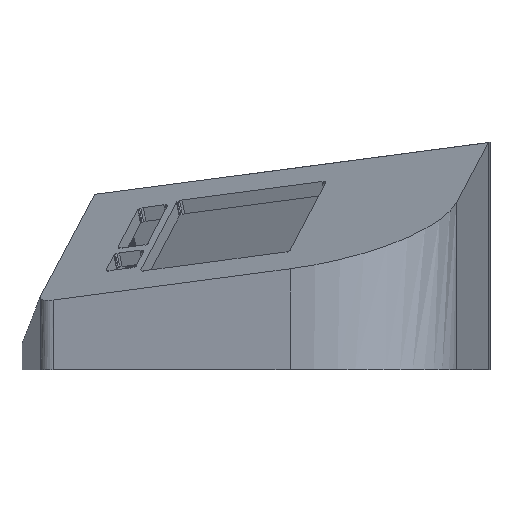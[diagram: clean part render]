
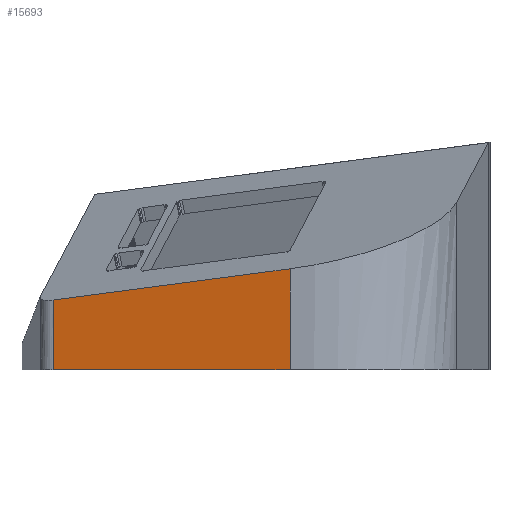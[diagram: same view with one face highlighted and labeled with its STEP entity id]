
A CAD part, left-side view. The second image highlights one B-rep face of the part: STEP entity #15693.
In plain terms, the highlighted planar face has unit normal (-0.974, 0.227, 0).
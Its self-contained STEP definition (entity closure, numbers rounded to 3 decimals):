
#74 = PLANE('',#75);
#75 = AXIS2_PLACEMENT_3D('',#76,#77,#78);
#76 = CARTESIAN_POINT('',(-400.,-321.738,42.054));
#77 = DIRECTION('',(0.,0.,1.));
#78 = DIRECTION('',(1.,0.,0.));
#4784 = VERTEX_POINT('',#4785);
#4785 = CARTESIAN_POINT('',(-191.219,25.612,
    42.054));
#4839 = SURFACE_OF_LINEAR_EXTRUSION('',#4840,#4845);
#4840 = CIRCLE('',#4841,10.);
#4841 = AXIS2_PLACEMENT_3D('',#4842,#4843,#4844);
#4842 = CARTESIAN_POINT('',(-181.926,23.877,
    -61.787));
#4843 = DIRECTION('',(0.293,-0.192,-0.937));
#4844 = DIRECTION('',(-0.929,0.173,-0.326));
#4845 = VECTOR('',#4846,1.);
#4846 = DIRECTION('',(0.,0.,1.));
#4874 = EDGE_CURVE('',#4784,#4875,#4877,.T.);
#4875 = VERTEX_POINT('',#4876);
#4876 = CARTESIAN_POINT('',(-225.201,-120.321,
    42.054));
#4877 = SURFACE_CURVE('',#4878,(#4882,#4888),.PCURVE_S1.);
#4878 = LINE('',#4879,#4880);
#4879 = CARTESIAN_POINT('',(-243.446,-198.672,
    42.054));
#4880 = VECTOR('',#4881,1.);
#4881 = DIRECTION('',(-0.227,-0.974,0.));
#4882 = PCURVE('',#74,#4883);
#4883 = DEFINITIONAL_REPRESENTATION('',(#4884),#4887);
#4884 = B_SPLINE_CURVE_WITH_KNOTS('',1,(#4885,#4886),.UNSPECIFIED.,.F.,
  .F.,(2,2),(-261.17,-55.33),.PIECEWISE_BEZIER_KNOTS.);
#4885 = CARTESIAN_POINT('',(215.786,377.432));
#4886 = CARTESIAN_POINT('',(169.103,176.955));
#4887 = ( GEOMETRIC_REPRESENTATION_CONTEXT(2) 
PARAMETRIC_REPRESENTATION_CONTEXT() REPRESENTATION_CONTEXT('2D SPACE',''
  ) );
#4888 = PCURVE('',#4889,#4894);
#4889 = PLANE('',#4890);
#4890 = AXIS2_PLACEMENT_3D('',#4891,#4892,#4893);
#4891 = CARTESIAN_POINT('',(-208.21,-47.355,
    19.558));
#4892 = DIRECTION('',(0.974,-0.227,0.));
#4893 = DIRECTION('',(0.225,0.966,-0.127));
#4894 = DEFINITIONAL_REPRESENTATION('',(#4895),#4898);
#4895 = B_SPLINE_CURVE_WITH_KNOTS('',1,(#4896,#4897),.UNSPECIFIED.,.F.,
  .F.,(2,2),(-261.17,-55.33),.PIECEWISE_BEZIER_KNOTS.);
#4896 = CARTESIAN_POINT('',(102.085,35.77));
#4897 = CARTESIAN_POINT('',(-102.085,9.591));
#4898 = ( GEOMETRIC_REPRESENTATION_CONTEXT(2) 
PARAMETRIC_REPRESENTATION_CONTEXT() REPRESENTATION_CONTEXT('2D SPACE',''
  ) );
#4962 = SURFACE_OF_LINEAR_EXTRUSION('',#4963,#4968);
#4963 = CIRCLE('',#4964,90.);
#4964 = AXIS2_PLACEMENT_3D('',#4965,#4966,#4967);
#4965 = CARTESIAN_POINT('',(-141.566,-135.932,
    -16.484));
#4966 = DIRECTION('',(0.293,-0.192,-0.937));
#4967 = DIRECTION('',(-0.225,-0.966,0.127));
#4968 = VECTOR('',#4969,1.);
#4969 = DIRECTION('',(0.,0.,1.));
#8470 = PLANE('',#8471);
#8471 = AXIS2_PLACEMENT_3D('',#8472,#8473,#8474);
#8472 = CARTESIAN_POINT('',(-115.718,-98.89,
    134.027));
#8473 = DIRECTION('',(0.293,-0.192,-0.937));
#8474 = DIRECTION('',(-0.954,0.,
    -0.299));
#15621 = EDGE_CURVE('',#4784,#15622,#15624,.T.);
#15622 = VERTEX_POINT('',#15623);
#15623 = CARTESIAN_POINT('',(-191.219,25.612,
    84.951));
#15624 = SURFACE_CURVE('',#15625,(#15629,#15635),.PCURVE_S1.);
#15625 = LINE('',#15626,#15627);
#15626 = CARTESIAN_POINT('',(-191.219,25.612,
    -65.049));
#15627 = VECTOR('',#15628,1.);
#15628 = DIRECTION('',(0.,0.,1.));
#15629 = PCURVE('',#4839,#15630);
#15630 = DEFINITIONAL_REPRESENTATION('',(#15631),#15634);
#15631 = B_SPLINE_CURVE_WITH_KNOTS('',1,(#15632,#15633),.UNSPECIFIED.,
  .F.,.F.,(2,2),(0.,150.),.PIECEWISE_BEZIER_KNOTS.);
#15632 = CARTESIAN_POINT('',(0.,0.));
#15633 = CARTESIAN_POINT('',(0.,150.));
#15634 = ( GEOMETRIC_REPRESENTATION_CONTEXT(2) 
PARAMETRIC_REPRESENTATION_CONTEXT() REPRESENTATION_CONTEXT('2D SPACE',''
  ) );
#15635 = PCURVE('',#4889,#15636);
#15636 = DEFINITIONAL_REPRESENTATION('',(#15637),#15641);
#15637 = LINE('',#15638,#15639);
#15638 = CARTESIAN_POINT('',(85.071,-74.391));
#15639 = VECTOR('',#15640,1.);
#15640 = DIRECTION('',(-0.127,0.992));
#15641 = ( GEOMETRIC_REPRESENTATION_CONTEXT(2) 
PARAMETRIC_REPRESENTATION_CONTEXT() REPRESENTATION_CONTEXT('2D SPACE',''
  ) );
#15693 = ADVANCED_FACE('',(#15694),#4889,.F.);
#15694 = FACE_BOUND('',#15695,.F.);
#15695 = EDGE_LOOP('',(#15696,#15719,#15720,#15721));
#15696 = ORIENTED_EDGE('',*,*,#15697,.F.);
#15697 = EDGE_CURVE('',#4875,#15698,#15700,.T.);
#15698 = VERTEX_POINT('',#15699);
#15699 = CARTESIAN_POINT('',(-225.201,-120.321,
    104.164));
#15700 = SURFACE_CURVE('',#15701,(#15705,#15712),.PCURVE_S1.);
#15701 = LINE('',#15702,#15703);
#15702 = CARTESIAN_POINT('',(-225.201,-120.321,
    -45.836));
#15703 = VECTOR('',#15704,1.);
#15704 = DIRECTION('',(0.,0.,1.));
#15705 = PCURVE('',#4889,#15706);
#15706 = DEFINITIONAL_REPRESENTATION('',(#15707),#15711);
#15707 = LINE('',#15708,#15709);
#15708 = CARTESIAN_POINT('',(-65.993,-74.391));
#15709 = VECTOR('',#15710,1.);
#15710 = DIRECTION('',(-0.127,0.992));
#15711 = ( GEOMETRIC_REPRESENTATION_CONTEXT(2) 
PARAMETRIC_REPRESENTATION_CONTEXT() REPRESENTATION_CONTEXT('2D SPACE',''
  ) );
#15712 = PCURVE('',#4962,#15713);
#15713 = DEFINITIONAL_REPRESENTATION('',(#15714),#15718);
#15714 = LINE('',#15715,#15716);
#15715 = CARTESIAN_POINT('',(1.571,0.));
#15716 = VECTOR('',#15717,1.);
#15717 = DIRECTION('',(0.,1.));
#15718 = ( GEOMETRIC_REPRESENTATION_CONTEXT(2) 
PARAMETRIC_REPRESENTATION_CONTEXT() REPRESENTATION_CONTEXT('2D SPACE',''
  ) );
#15719 = ORIENTED_EDGE('',*,*,#4874,.F.);
#15720 = ORIENTED_EDGE('',*,*,#15621,.T.);
#15721 = ORIENTED_EDGE('',*,*,#15722,.F.);
#15722 = EDGE_CURVE('',#15698,#15622,#15723,.T.);
#15723 = SURFACE_CURVE('',#15724,(#15728,#15735),.PCURVE_S1.);
#15724 = LINE('',#15725,#15726);
#15725 = CARTESIAN_POINT('',(-225.201,-120.321,
    104.164));
#15726 = VECTOR('',#15727,1.);
#15727 = DIRECTION('',(0.225,0.966,-0.127));
#15728 = PCURVE('',#4889,#15729);
#15729 = DEFINITIONAL_REPRESENTATION('',(#15730),#15734);
#15730 = LINE('',#15731,#15732);
#15731 = CARTESIAN_POINT('',(-85.071,74.391));
#15732 = VECTOR('',#15733,1.);
#15733 = DIRECTION('',(1.,0.));
#15734 = ( GEOMETRIC_REPRESENTATION_CONTEXT(2) 
PARAMETRIC_REPRESENTATION_CONTEXT() REPRESENTATION_CONTEXT('2D SPACE',''
  ) );
#15735 = PCURVE('',#8470,#15736);
#15736 = DEFINITIONAL_REPRESENTATION('',(#15737),#15741);
#15737 = LINE('',#15738,#15739);
#15738 = CARTESIAN_POINT('',(113.406,-21.835));
#15739 = VECTOR('',#15740,1.);
#15740 = DIRECTION('',(-0.177,0.984));
#15741 = ( GEOMETRIC_REPRESENTATION_CONTEXT(2) 
PARAMETRIC_REPRESENTATION_CONTEXT() REPRESENTATION_CONTEXT('2D SPACE',''
  ) );
